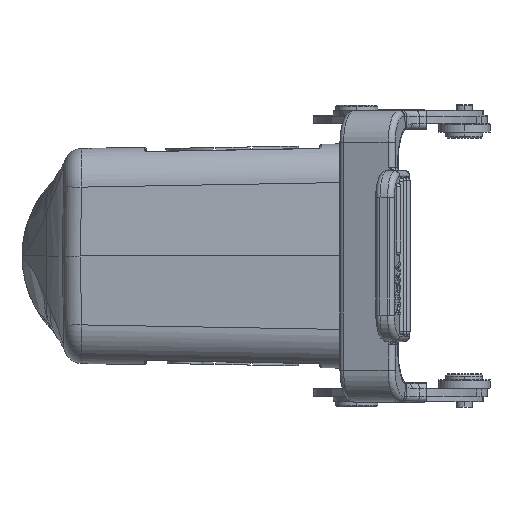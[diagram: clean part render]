
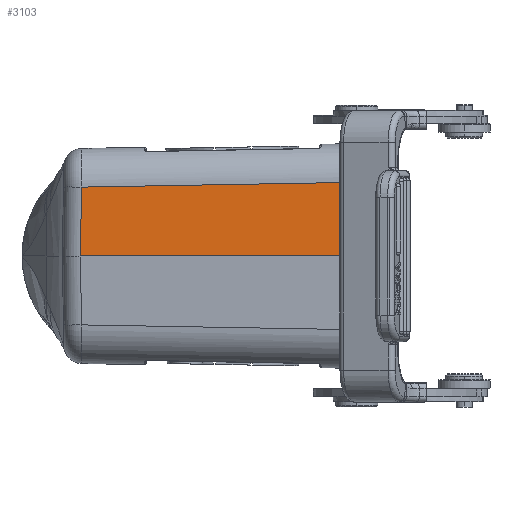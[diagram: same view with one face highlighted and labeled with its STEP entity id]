
A CAD part, left-side view. The second image highlights one B-rep face of the part: STEP entity #3103.
In plain terms, the highlighted planar face has unit normal (-1, 0.018, 0.017).
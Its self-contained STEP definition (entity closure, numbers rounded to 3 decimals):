
#3103=ADVANCED_FACE('NONE',(#5822),#4831,.T.);
#4831=PLANE('',#32879);
#5822=FACE_OUTER_BOUND('',#7606,.T.);
#7606=EDGE_LOOP('',(#11170,#11171,#11172,#11173));
#11170=ORIENTED_EDGE('',*,*,#23277,.T.);
#11171=ORIENTED_EDGE('',*,*,#23278,.T.);
#11172=ORIENTED_EDGE('',*,*,#23179,.F.);
#11173=ORIENTED_EDGE('',*,*,#23274,.F.);
#20022=VERTEX_POINT('',#44887);
#20023=VERTEX_POINT('',#44895);
#20065=VERTEX_POINT('',#45309);
#20067=VERTEX_POINT('',#45328);
#23179=EDGE_CURVE('',#20022,#20023,#27675,.T.);
#23274=EDGE_CURVE('',#20065,#20022,#27697,.T.);
#23277=EDGE_CURVE('',#20065,#20067,#27698,.T.);
#23278=EDGE_CURVE('',#20067,#20023,#27699,.T.);
#27675=LINE('',#44894,#30168);
#27697=LINE('',#45310,#30190);
#27698=LINE('',#45327,#30191);
#27699=LINE('',#45329,#30192);
#30168=VECTOR('',#35809,1.);
#30190=VECTOR('',#35977,1.);
#30191=VECTOR('',#35980,1.);
#30192=VECTOR('',#35981,1.);
#32879=AXIS2_PLACEMENT_3D('',#45330,#35982,#35983);
#35809=DIRECTION('',(-0.017,0.,-1.));
#35977=DIRECTION('',(-0.017,-1.,0.017));
#35980=DIRECTION('',(-0.017,0.017,-1.));
#35981=DIRECTION('',(-0.017,-1.,0.));
#35982=DIRECTION('',(-1.,0.017,0.017));
#35983=DIRECTION('',(-0.017,-1.,0.));
#44887=CARTESIAN_POINT('',(-59.739,-7.891,14.126));
#44894=CARTESIAN_POINT('',(-61.389,-7.883,-80.374));
#44895=CARTESIAN_POINT('',(-59.986,-7.883,0.));
#45309=CARTESIAN_POINT('',(-58.753,49.633,13.114));
#45310=CARTESIAN_POINT('',(-58.689,53.352,13.049));
#45327=CARTESIAN_POINT('',(-58.543,49.419,25.331));
#45328=CARTESIAN_POINT('',(-58.978,49.862,0.));
#45329=CARTESIAN_POINT('',(-60.,-8.693,0.));
#45330=CARTESIAN_POINT('',(-59.575,-8.7,24.335));
